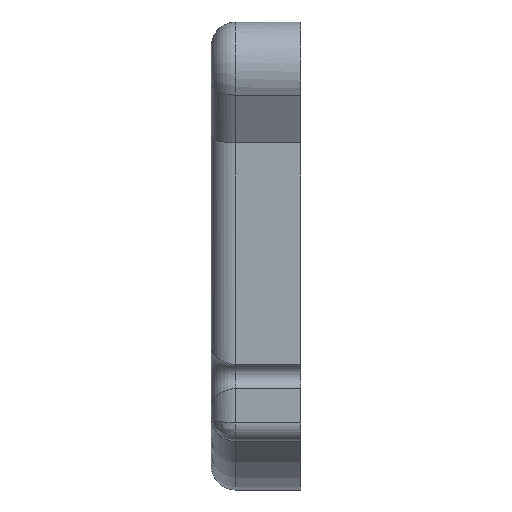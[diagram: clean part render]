
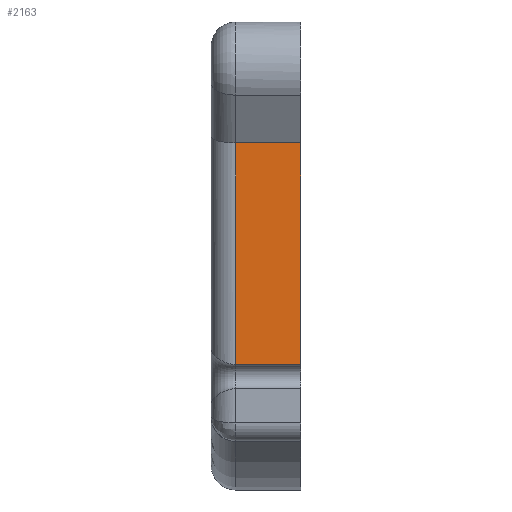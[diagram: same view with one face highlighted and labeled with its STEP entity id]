
A CAD part, left-side view. The second image highlights one B-rep face of the part: STEP entity #2163.
In plain terms, the highlighted planar face has unit normal (-1, 0, 0).
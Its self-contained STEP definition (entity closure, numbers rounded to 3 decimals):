
#97 = CARTESIAN_POINT ( 'NONE',  ( -8.5, 0., -4.45 ) ) ;
#120 = DIRECTION ( 'NONE',  ( 0., 0., -1. ) ) ;
#126 = VECTOR ( 'NONE', #343, 1000. ) ;
#237 = FACE_OUTER_BOUND ( 'NONE', #722, .T. ) ;
#306 = VERTEX_POINT ( 'NONE', #1597 ) ;
#343 = DIRECTION ( 'NONE',  ( 0., 0., 1. ) ) ;
#349 = LINE ( 'NONE', #2080, #2215 ) ;
#391 = ORIENTED_EDGE ( 'NONE', *, *, #403, .T. ) ;
#403 = EDGE_CURVE ( 'NONE', #306, #2113, #349, .T. ) ;
#421 = ORIENTED_EDGE ( 'NONE', *, *, #1755, .F. ) ;
#510 = DIRECTION ( 'NONE',  ( 0., -1., 0. ) ) ;
#591 = AXIS2_PLACEMENT_3D ( 'NONE', #1561, #636, #120 ) ;
#610 = ORIENTED_EDGE ( 'NONE', *, *, #1169, .T. ) ;
#636 = DIRECTION ( 'NONE',  ( 1., 0., 0. ) ) ;
#722 = EDGE_LOOP ( 'NONE', ( #421, #977, #391, #610 ) ) ;
#818 = CARTESIAN_POINT ( 'NONE',  ( -8.5, 0., 4.639 ) ) ;
#870 = VECTOR ( 'NONE', #2142, 1000. ) ;
#887 = VECTOR ( 'NONE', #1479, 1000. ) ;
#977 = ORIENTED_EDGE ( 'NONE', *, *, #1133, .T. ) ;
#1133 = EDGE_CURVE ( 'NONE', #1310, #306, #1360, .T. ) ;
#1169 = EDGE_CURVE ( 'NONE', #2113, #2193, #2132, .T. ) ;
#1310 = VERTEX_POINT ( 'NONE', #1330 ) ;
#1330 = CARTESIAN_POINT ( 'NONE',  ( -8.5, 2.68, 4.639 ) ) ;
#1360 = LINE ( 'NONE', #2074, #870 ) ;
#1479 = DIRECTION ( 'NONE',  ( 0., -1., 0. ) ) ;
#1561 = CARTESIAN_POINT ( 'NONE',  ( -8.5, 3.68, 4.639 ) ) ;
#1597 = CARTESIAN_POINT ( 'NONE',  ( -8.5, 2.68, -4.45 ) ) ;
#1748 = CARTESIAN_POINT ( 'NONE',  ( -8.5, 0., 4.639 ) ) ;
#1755 = EDGE_CURVE ( 'NONE', #1310, #2193, #2322, .T. ) ;
#1919 = PLANE ( 'NONE',  #591 ) ;
#2074 = CARTESIAN_POINT ( 'NONE',  ( -8.5, 2.68, -4.45 ) ) ;
#2080 = CARTESIAN_POINT ( 'NONE',  ( -8.5, 3.68, -4.45 ) ) ;
#2113 = VERTEX_POINT ( 'NONE', #97 ) ;
#2132 = LINE ( 'NONE', #1748, #126 ) ;
#2142 = DIRECTION ( 'NONE',  ( 0., 0., -1. ) ) ;
#2163 = ADVANCED_FACE ( 'NONE', ( #237 ), #1919, .F. ) ;
#2193 = VERTEX_POINT ( 'NONE', #818 ) ;
#2202 = CARTESIAN_POINT ( 'NONE',  ( -8.5, 3.68, 4.639 ) ) ;
#2215 = VECTOR ( 'NONE', #510, 1000. ) ;
#2322 = LINE ( 'NONE', #2202, #887 ) ;
